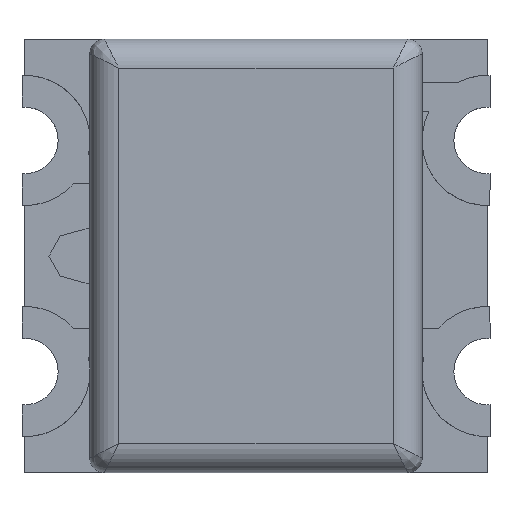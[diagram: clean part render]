
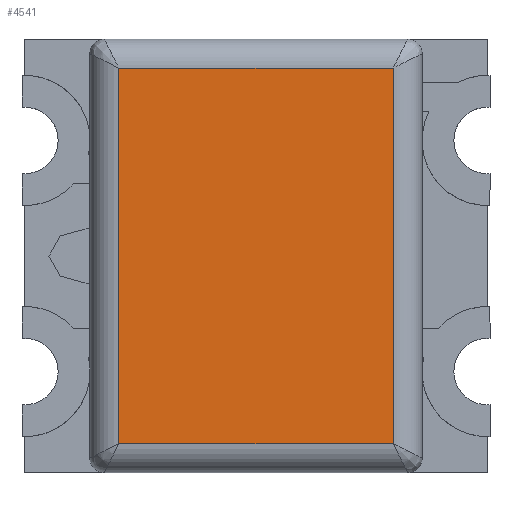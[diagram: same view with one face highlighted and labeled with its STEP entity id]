
A CAD part, top view. The second image highlights one B-rep face of the part: STEP entity #4541.
In plain terms, the highlighted planar face has unit normal (0, 0, 1).
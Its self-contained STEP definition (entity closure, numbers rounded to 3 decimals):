
#361 = VECTOR ( 'NONE', #7930, 1000. ) ;
#605 = ORIENTED_EDGE ( 'NONE', *, *, #5206, .T. ) ;
#718 = EDGE_CURVE ( 'NONE', #3927, #3625, #5159, .T. ) ;
#1307 = CARTESIAN_POINT ( 'NONE',  ( 0.475, 0.65, 0.59 ) ) ;
#1358 = CARTESIAN_POINT ( 'NONE',  ( -0.475, -0.7, 0.59 ) ) ;
#1584 = FACE_OUTER_BOUND ( 'NONE', #9119, .T. ) ;
#1713 = ORIENTED_EDGE ( 'NONE', *, *, #718, .T. ) ;
#1919 = CARTESIAN_POINT ( 'NONE',  ( 0.475, -0.65, 0.59 ) ) ;
#2266 = LINE ( 'NONE', #5103, #361 ) ;
#2847 = CARTESIAN_POINT ( 'NONE',  ( 0., 0., 0.59 ) ) ;
#3120 = EDGE_CURVE ( 'NONE', #3625, #8656, #5654, .T. ) ;
#3358 = VECTOR ( 'NONE', #9235, 1000. ) ;
#3365 = VERTEX_POINT ( 'NONE', #6462 ) ;
#3625 = VERTEX_POINT ( 'NONE', #1307 ) ;
#3927 = VERTEX_POINT ( 'NONE', #1919 ) ;
#4170 = VECTOR ( 'NONE', #8459, 1000. ) ;
#4279 = CARTESIAN_POINT ( 'NONE',  ( -0.525, 0.65, 0.59 ) ) ;
#4298 = EDGE_CURVE ( 'NONE', #3365, #3927, #2266, .T. ) ;
#4348 = DIRECTION ( 'NONE',  ( 0., 0., 1. ) ) ;
#4541 = ADVANCED_FACE ( 'NONE', ( #1584 ), #5050, .T. ) ;
#5050 = PLANE ( 'NONE',  #8710 ) ;
#5103 = CARTESIAN_POINT ( 'NONE',  ( 0.525, -0.65, 0.59 ) ) ;
#5159 = LINE ( 'NONE', #7983, #5187 ) ;
#5187 = VECTOR ( 'NONE', #5964, 1000. ) ;
#5206 = EDGE_CURVE ( 'NONE', #8656, #3365, #8340, .T. ) ;
#5654 = LINE ( 'NONE', #4279, #4170 ) ;
#5964 = DIRECTION ( 'NONE',  ( 0., 1., 0. ) ) ;
#6462 = CARTESIAN_POINT ( 'NONE',  ( -0.475, -0.65, 0.59 ) ) ;
#7183 = DIRECTION ( 'NONE',  ( 1., 0., 0. ) ) ;
#7428 = ORIENTED_EDGE ( 'NONE', *, *, #4298, .T. ) ;
#7810 = CARTESIAN_POINT ( 'NONE',  ( -0.475, 0.65, 0.59 ) ) ;
#7930 = DIRECTION ( 'NONE',  ( 1., 0., 0. ) ) ;
#7983 = CARTESIAN_POINT ( 'NONE',  ( 0.475, 0.7, 0.59 ) ) ;
#8240 = ORIENTED_EDGE ( 'NONE', *, *, #3120, .T. ) ;
#8340 = LINE ( 'NONE', #1358, #3358 ) ;
#8459 = DIRECTION ( 'NONE',  ( -1., 0., 0. ) ) ;
#8656 = VERTEX_POINT ( 'NONE', #7810 ) ;
#8710 = AXIS2_PLACEMENT_3D ( 'NONE', #2847, #4348, #7183 ) ;
#9119 = EDGE_LOOP ( 'NONE', ( #605, #7428, #1713, #8240 ) ) ;
#9235 = DIRECTION ( 'NONE',  ( 0., -1., 0. ) ) ;
